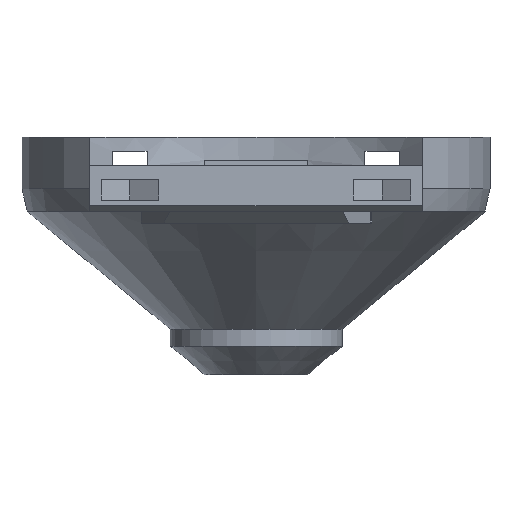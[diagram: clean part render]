
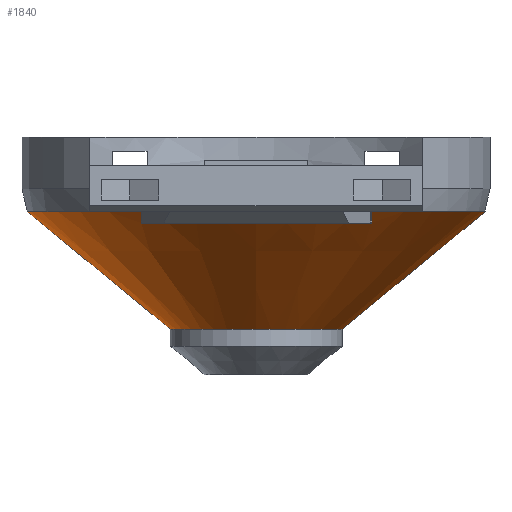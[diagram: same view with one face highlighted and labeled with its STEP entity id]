
A CAD part, front view. The second image highlights one B-rep face of the part: STEP entity #1840.
In plain terms, the highlighted conical face has half-angle 50.648 degrees and reference radius 13.75 mm.
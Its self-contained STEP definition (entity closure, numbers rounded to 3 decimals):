
#38=CONICAL_SURFACE('',#1970,13.75,0.884);
#64=(
BOUNDED_CURVE()
B_SPLINE_CURVE(2,(#2809,#2810,#2811),.UNSPECIFIED.,.F.,.F.)
B_SPLINE_CURVE_WITH_KNOTS((3,3),(0.,0.174),.UNSPECIFIED.)
CURVE()
GEOMETRIC_REPRESENTATION_ITEM()
RATIONAL_B_SPLINE_CURVE((1.,1.001,1.))
REPRESENTATION_ITEM('')
);
#65=(
BOUNDED_CURVE()
B_SPLINE_CURVE(2,(#2814,#2815,#2816),.UNSPECIFIED.,.F.,.F.)
B_SPLINE_CURVE_WITH_KNOTS((3,3),(0.,0.174),.UNSPECIFIED.)
CURVE()
GEOMETRIC_REPRESENTATION_ITEM()
RATIONAL_B_SPLINE_CURVE((1.,1.001,1.))
REPRESENTATION_ITEM('')
);
#94=CIRCLE('',#1933,18.78);
#95=CIRCLE('',#1934,18.78);
#105=CIRCLE('',#1969,20.);
#106=CIRCLE('',#1971,7.5);
#178=FACE_OUTER_BOUND('',#284,.T.);
#284=EDGE_LOOP('',(#1348,#1349,#1350,#1351,#1352,#1353,#1354,#1355));
#425=LINE('',#2825,#612);
#612=VECTOR('',#2219,13.75);
#758=VERTEX_POINT('',#2599);
#760=VERTEX_POINT('',#2610);
#761=VERTEX_POINT('',#2612);
#762=VERTEX_POINT('',#2614);
#803=VERTEX_POINT('',#2808);
#804=VERTEX_POINT('',#2823);
#934=EDGE_CURVE('',#761,#760,#94,.T.);
#935=EDGE_CURVE('',#762,#761,#95,.T.);
#1001=EDGE_CURVE('',#760,#803,#64,.T.);
#1003=EDGE_CURVE('',#758,#762,#65,.T.);
#1006=EDGE_CURVE('',#803,#758,#105,.T.);
#1007=EDGE_CURVE('',#804,#804,#106,.T.);
#1008=EDGE_CURVE('',#804,#761,#425,.T.);
#1348=ORIENTED_EDGE('',*,*,#1007,.F.);
#1349=ORIENTED_EDGE('',*,*,#1008,.T.);
#1350=ORIENTED_EDGE('',*,*,#934,.T.);
#1351=ORIENTED_EDGE('',*,*,#1001,.T.);
#1352=ORIENTED_EDGE('',*,*,#1006,.T.);
#1353=ORIENTED_EDGE('',*,*,#1003,.T.);
#1354=ORIENTED_EDGE('',*,*,#935,.T.);
#1355=ORIENTED_EDGE('',*,*,#1008,.F.);
#1840=ADVANCED_FACE('',(#178),#38,.T.);
#1933=AXIS2_PLACEMENT_3D('',#2613,#2103,#2104);
#1934=AXIS2_PLACEMENT_3D('',#2615,#2105,#2106);
#1969=AXIS2_PLACEMENT_3D('',#2821,#2213,#2214);
#1970=AXIS2_PLACEMENT_3D('',#2822,#2215,#2216);
#1971=AXIS2_PLACEMENT_3D('',#2824,#2217,#2218);
#2103=DIRECTION('center_axis',(0.,0.,-1.));
#2104=DIRECTION('ref_axis',(0.,1.,0.));
#2105=DIRECTION('center_axis',(0.,0.,-1.));
#2106=DIRECTION('ref_axis',(0.,1.,0.));
#2213=DIRECTION('center_axis',(0.,0.,-1.));
#2214=DIRECTION('ref_axis',(1.,0.,0.));
#2215=DIRECTION('center_axis',(0.,0.,1.));
#2216=DIRECTION('ref_axis',(0.,1.,0.));
#2217=DIRECTION('center_axis',(0.,0.,-1.));
#2218=DIRECTION('ref_axis',(1.,0.,0.));
#2219=DIRECTION('',(0.,-0.773,0.634));
#2599=CARTESIAN_POINT('',(10.041,-17.297,11.75));
#2610=CARTESIAN_POINT('',(-10.014,-15.888,10.75));
#2612=CARTESIAN_POINT('',(0.,-18.78,10.75));
#2613=CARTESIAN_POINT('Origin',(0.,0.,10.75));
#2614=CARTESIAN_POINT('',(10.041,-15.871,10.75));
#2615=CARTESIAN_POINT('Origin',(0.,0.,10.75));
#2808=CARTESIAN_POINT('',(-10.014,-17.312,11.75));
#2809=CARTESIAN_POINT('Ctrl Pts',(-10.014,-15.888,10.75));
#2810=CARTESIAN_POINT('Ctrl Pts',(-10.014,-16.578,11.229));
#2811=CARTESIAN_POINT('Ctrl Pts',(-10.014,-17.312,11.75));
#2814=CARTESIAN_POINT('Ctrl Pts',(10.041,-17.297,11.75));
#2815=CARTESIAN_POINT('Ctrl Pts',(10.041,-16.561,11.229));
#2816=CARTESIAN_POINT('Ctrl Pts',(10.041,-15.871,10.75));
#2821=CARTESIAN_POINT('Origin',(0.,0.,11.75));
#2822=CARTESIAN_POINT('Origin',(0.,0.,6.625));
#2823=CARTESIAN_POINT('',(0.,-7.5,1.5));
#2824=CARTESIAN_POINT('Origin',(0.,0.,1.5));
#2825=CARTESIAN_POINT('',(0.,-13.75,6.625));
